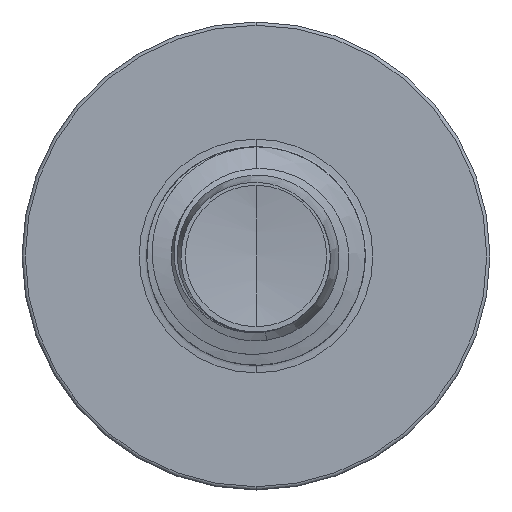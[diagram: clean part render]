
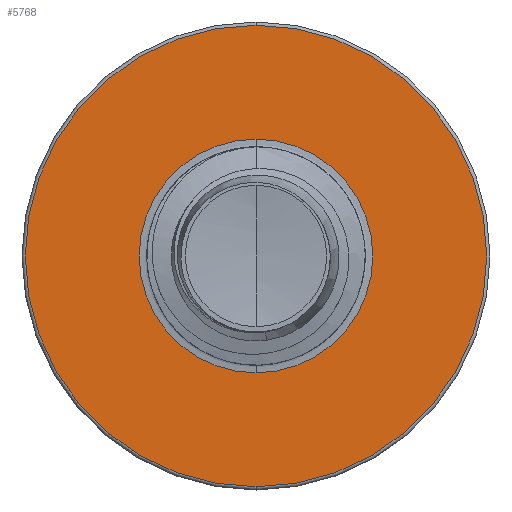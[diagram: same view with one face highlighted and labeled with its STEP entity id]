
A CAD part, front view. The second image highlights one B-rep face of the part: STEP entity #5768.
In plain terms, the highlighted planar face has unit normal (0, -1, 0).
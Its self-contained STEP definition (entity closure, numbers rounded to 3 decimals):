
#602 = CARTESIAN_POINT ( 'NONE',  ( 0., 15., 0. ) ) ;
#2335 = CIRCLE ( 'NONE', #15991, 1.872 ) ;
#3258 = AXIS2_PLACEMENT_3D ( 'NONE', #7223, #26453, #9980 ) ;
#3391 = DIRECTION ( 'NONE',  ( 0., 0., 1. ) ) ;
#5768 = ADVANCED_FACE ( 'NONE', ( #16214, #29958 ), #16907, .F. ) ;
#6046 = VERTEX_POINT ( 'NONE', #12105 ) ;
#7223 = CARTESIAN_POINT ( 'NONE',  ( 0., 15., 0. ) ) ;
#8526 = CARTESIAN_POINT ( 'NONE',  ( 0., 15., 0. ) ) ;
#8713 = DIRECTION ( 'NONE',  ( 0., 1., 0. ) ) ;
#9257 = EDGE_LOOP ( 'NONE', ( #11936, #15305 ) ) ;
#9783 = DIRECTION ( 'NONE',  ( 0., 1., 0. ) ) ;
#9980 = DIRECTION ( 'NONE',  ( 0., 0., 1. ) ) ;
#11303 = DIRECTION ( 'NONE',  ( 0., 0., 1. ) ) ;
#11936 = ORIENTED_EDGE ( 'NONE', *, *, #33181, .F. ) ;
#12105 = CARTESIAN_POINT ( 'NONE',  ( 0., 15., -3.697 ) ) ;
#13153 = VERTEX_POINT ( 'NONE', #24452 ) ;
#14076 = EDGE_CURVE ( 'NONE', #6046, #23336, #33372, .T. ) ;
#15305 = ORIENTED_EDGE ( 'NONE', *, *, #14076, .F. ) ;
#15991 = AXIS2_PLACEMENT_3D ( 'NONE', #8526, #27762, #11303 ) ;
#15996 = EDGE_CURVE ( 'NONE', #13153, #29515, #23055, .T. ) ;
#16214 = FACE_OUTER_BOUND ( 'NONE', #9257, .T. ) ;
#16849 = CARTESIAN_POINT ( 'NONE',  ( 0., 15., 3.698 ) ) ;
#16861 = EDGE_LOOP ( 'NONE', ( #22486, #29017 ) ) ;
#16907 = PLANE ( 'NONE',  #22379 ) ;
#19377 = AXIS2_PLACEMENT_3D ( 'NONE', #26250, #9783, #29009 ) ;
#19860 = DIRECTION ( 'NONE',  ( 0., 1., 0. ) ) ;
#19976 = AXIS2_PLACEMENT_3D ( 'NONE', #602, #19860, #3391 ) ;
#21445 = EDGE_CURVE ( 'NONE', #29515, #13153, #2335, .T. ) ;
#22379 = AXIS2_PLACEMENT_3D ( 'NONE', #25182, #8713, #27953 ) ;
#22486 = ORIENTED_EDGE ( 'NONE', *, *, #21445, .T. ) ;
#23055 = CIRCLE ( 'NONE', #3258, 1.872 ) ;
#23336 = VERTEX_POINT ( 'NONE', #16849 ) ;
#24452 = CARTESIAN_POINT ( 'NONE',  ( 0., 15., -1.872 ) ) ;
#25182 = CARTESIAN_POINT ( 'NONE',  ( 0., 15., -1.872 ) ) ;
#26250 = CARTESIAN_POINT ( 'NONE',  ( 0., 15., 0. ) ) ;
#26453 = DIRECTION ( 'NONE',  ( 0., 1., 0. ) ) ;
#27762 = DIRECTION ( 'NONE',  ( 0., 1., 0. ) ) ;
#27953 = DIRECTION ( 'NONE',  ( 0., 0., 1. ) ) ;
#29009 = DIRECTION ( 'NONE',  ( 0., 0., 1. ) ) ;
#29017 = ORIENTED_EDGE ( 'NONE', *, *, #15996, .T. ) ;
#29515 = VERTEX_POINT ( 'NONE', #31667 ) ;
#29958 = FACE_BOUND ( 'NONE', #16861, .T. ) ;
#31667 = CARTESIAN_POINT ( 'NONE',  ( 0., 15., 1.872 ) ) ;
#33001 = CIRCLE ( 'NONE', #19976, 3.698 ) ;
#33181 = EDGE_CURVE ( 'NONE', #23336, #6046, #33001, .T. ) ;
#33372 = CIRCLE ( 'NONE', #19377, 3.698 ) ;
